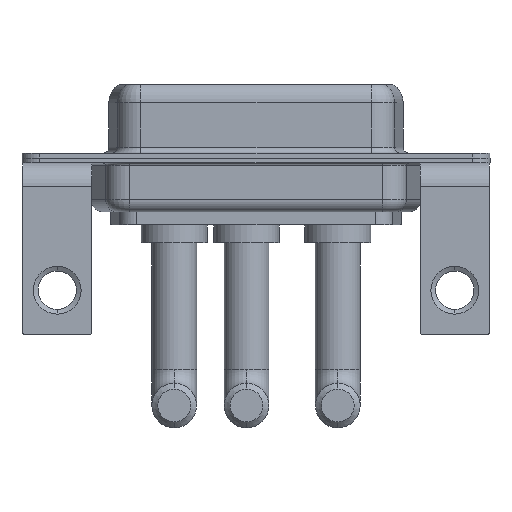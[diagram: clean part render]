
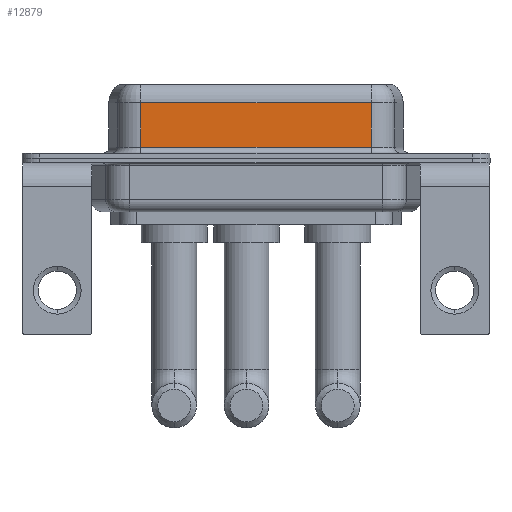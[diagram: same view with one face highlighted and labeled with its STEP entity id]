
A CAD part, front view. The second image highlights one B-rep face of the part: STEP entity #12879.
In plain terms, the highlighted planar face has unit normal (0, -1, 0).
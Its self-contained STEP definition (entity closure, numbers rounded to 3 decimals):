
#1108 = AXIS2_PLACEMENT_3D ( 'NONE', #7871, #2250, #9067 ) ;
#1591 = VERTEX_POINT ( 'NONE', #11447 ) ;
#1678 = VERTEX_POINT ( 'NONE', #10423 ) ;
#2250 = DIRECTION ( 'NONE',  ( 0., 1., 0. ) ) ;
#2567 = LINE ( 'NONE', #13988, #7257 ) ;
#2829 = DIRECTION ( 'NONE',  ( 0., 0., -1. ) ) ;
#3072 = ORIENTED_EDGE ( 'NONE', *, *, #13875, .T. ) ;
#3122 = VERTEX_POINT ( 'NONE', #9453 ) ;
#3371 = FACE_OUTER_BOUND ( 'NONE', #8228, .T. ) ;
#3931 = LINE ( 'NONE', #10806, #10214 ) ;
#3938 = EDGE_CURVE ( 'NONE', #1678, #1591, #3931, .T. ) ;
#4865 = LINE ( 'NONE', #9367, #8148 ) ;
#5432 = LINE ( 'NONE', #6741, #12639 ) ;
#5717 = DIRECTION ( 'NONE',  ( -1., 0., 0. ) ) ;
#6741 = CARTESIAN_POINT ( 'NONE',  ( 26.287, -3.95, 4.65 ) ) ;
#7257 = VECTOR ( 'NONE', #10407, 1000. ) ;
#7414 = CARTESIAN_POINT ( 'NONE',  ( 7.013, -3.95, 0.9 ) ) ;
#7871 = CARTESIAN_POINT ( 'NONE',  ( 26.287, -3.95, 6.4 ) ) ;
#8148 = VECTOR ( 'NONE', #8338, 1000. ) ;
#8228 = EDGE_LOOP ( 'NONE', ( #12025, #8721, #12317, #3072 ) ) ;
#8338 = DIRECTION ( 'NONE',  ( 0., 0., -1. ) ) ;
#8528 = EDGE_CURVE ( 'NONE', #1678, #3122, #5432, .T. ) ;
#8721 = ORIENTED_EDGE ( 'NONE', *, *, #8528, .T. ) ;
#9067 = DIRECTION ( 'NONE',  ( 0., 0., 1. ) ) ;
#9367 = CARTESIAN_POINT ( 'NONE',  ( 7.013, -3.95, 6.4 ) ) ;
#9453 = CARTESIAN_POINT ( 'NONE',  ( 7.013, -3.95, 4.65 ) ) ;
#10214 = VECTOR ( 'NONE', #2829, 1000. ) ;
#10407 = DIRECTION ( 'NONE',  ( 1., 0., 0. ) ) ;
#10423 = CARTESIAN_POINT ( 'NONE',  ( 26.287, -3.95, 4.65 ) ) ;
#10806 = CARTESIAN_POINT ( 'NONE',  ( 26.287, -3.95, 6.4 ) ) ;
#11148 = EDGE_CURVE ( 'NONE', #3122, #11867, #4865, .T. ) ;
#11447 = CARTESIAN_POINT ( 'NONE',  ( 26.287, -3.95, 0.9 ) ) ;
#11867 = VERTEX_POINT ( 'NONE', #7414 ) ;
#12025 = ORIENTED_EDGE ( 'NONE', *, *, #3938, .F. ) ;
#12317 = ORIENTED_EDGE ( 'NONE', *, *, #11148, .T. ) ;
#12357 = PLANE ( 'NONE',  #1108 ) ;
#12639 = VECTOR ( 'NONE', #5717, 1000. ) ;
#12879 = ADVANCED_FACE ( 'NONE', ( #3371 ), #12357, .F. ) ;
#13875 = EDGE_CURVE ( 'NONE', #11867, #1591, #2567, .T. ) ;
#13988 = CARTESIAN_POINT ( 'NONE',  ( 26.287, -3.95, 0.9 ) ) ;
